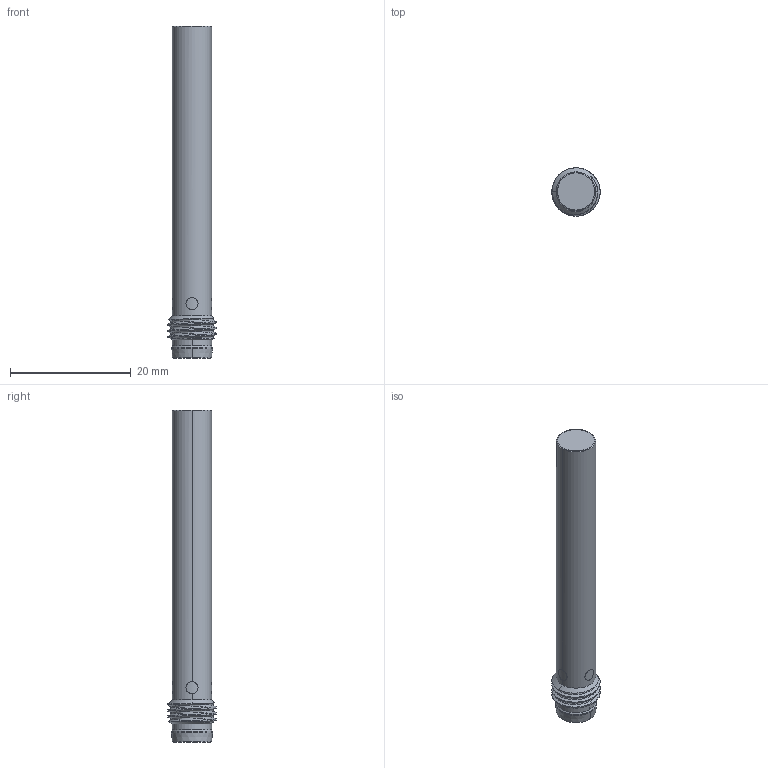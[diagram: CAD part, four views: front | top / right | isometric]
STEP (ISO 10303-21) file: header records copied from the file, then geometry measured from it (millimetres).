
FILE_DESCRIPTION((''),'2;1');
FILE_NAME('IBS06LONGFLUSHPLUG_ASM','2020-11-13T',('Daisy.Wang'),(''),'CREO PARAMETRIC BY PTC INC, 2015480','CREO PARAMETRIC BY PTC INC, 2015480','');
FILE_SCHEMA(('CONFIG_CONTROL_DESIGN'));
Length unit declared in the file: millimetre
Products named in the file (12): MECK136; 93-091; 28-503_4; 93-095_18; FERRITE_PIN_9; 15-063-125_ASM_6_ASM; M8_LONG_PLUG_FLUSH_PCB; 93-096; 84-018; CONNECOTR_M8_ASM; COMPOUND10; IBS06LONGFLUSHPLUG_ASM
Assembly tree (14 placements, depth 3):
  IBS06LONGFLUSHPLUG_ASM
    MECK136
    93-091
    15-063-125_ASM_6_ASM
      28-503_4
      93-095_18
      FERRITE_PIN_9  x2
    M8_LONG_PLUG_FLUSH_PCB
    CONNECOTR_M8_ASM
      93-096
      84-018  x3
    COMPOUND10
Bounding box: 8 x 8 x 55 mm (x, y, z)
Volume: 2008.7 mm3; surface area: 4632.8 mm2
Topology: 12 solids, 12 shells, 252 faces, 639 edges, 415 vertices
Faces by surface type: cylinder 110, plane 100, cone 18, bspline 18, sphere 6
Entity records: 8678 total; most frequent: CARTESIAN_POINT 2925, DIRECTION 1199, ORIENTED_EDGE 1126, EDGE_CURVE 563, AXIS2_PLACEMENT_3D 454, VERTEX_POINT 369, VECTOR 291, LINE 291
